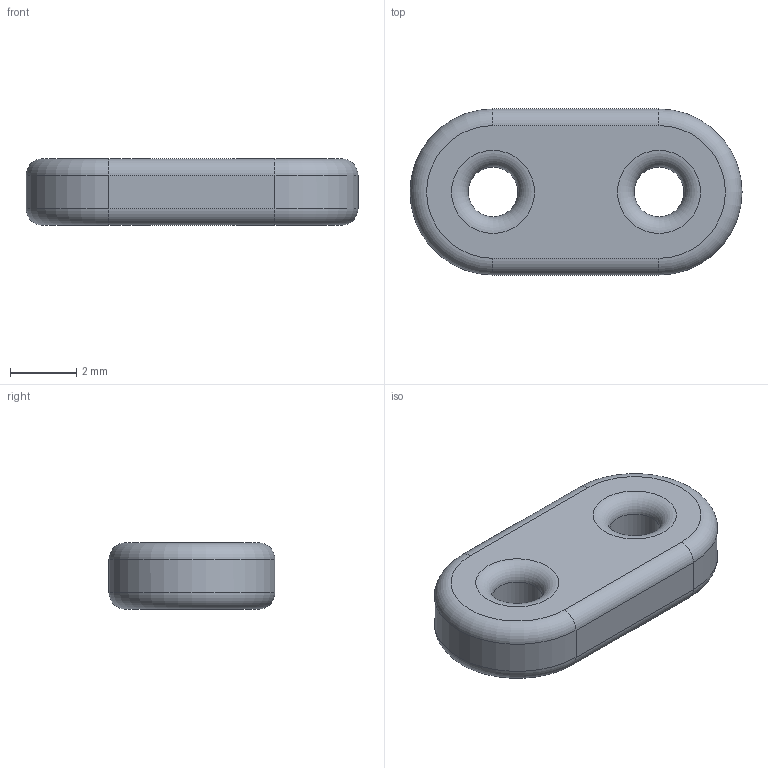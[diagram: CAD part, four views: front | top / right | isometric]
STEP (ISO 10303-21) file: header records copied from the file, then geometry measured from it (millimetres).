
FILE_DESCRIPTION(/* description */ (''),/* implementation_level */ '2;1');
FILE_NAME(/* name */ 'wire_hold_print_qty_20 v1.step',/* time_stamp */ '2021-12-19T23:55:17+01:00',/* author */ (''),/* organization */ (''),/* preprocessor_version */ 'ST-DEVELOPER v18.1',/* originating_system */ 'Autodesk Translation Framework v10.10.0.1391',/* authorisation */ '');
FILE_SCHEMA (('AUTOMOTIVE_DESIGN { 1 0 10303 214 3 1 1 }'));
Length unit declared in the file: millimetre
Products named in the file (1): wire_hold_print_qty_20
Bounding box: 10 x 5 x 2 mm (x, y, z)
Volume: 78.4 mm3; surface area: 137.6 mm2
Topology: 1 solids, 1 shells, 20 faces, 46 edges, 28 vertices
Faces by surface type: torus 8, cylinder 8, plane 4
Full cylindrical faces by diameter (mm): 1.5 x2
Entity records: 619 total; most frequent: DIRECTION 120, CARTESIAN_POINT 95, ORIENTED_EDGE 92, AXIS2_PLACEMENT_3D 53, EDGE_CURVE 46, CIRCLE 32, VERTEX_POINT 28, EDGE_LOOP 24
